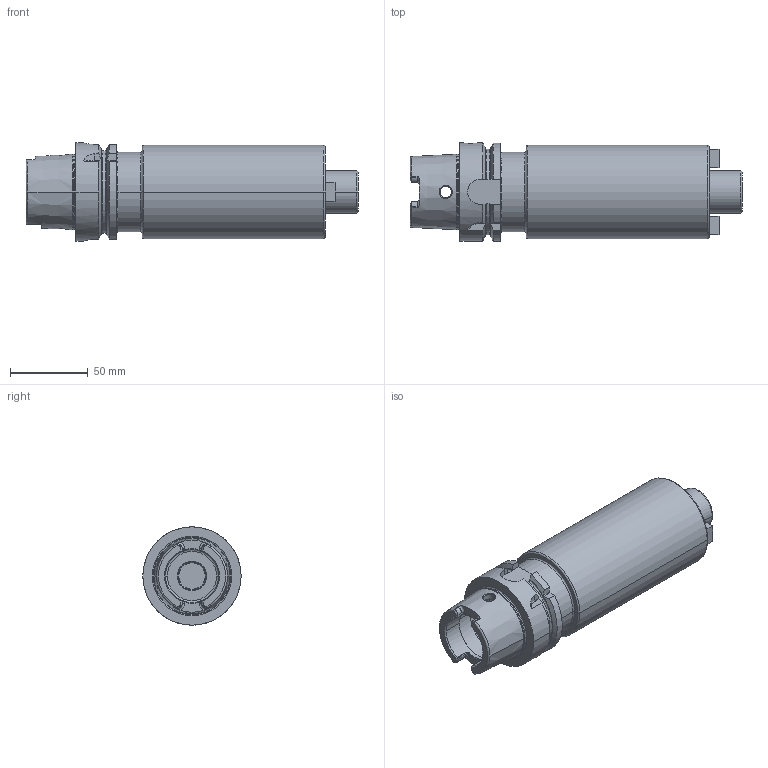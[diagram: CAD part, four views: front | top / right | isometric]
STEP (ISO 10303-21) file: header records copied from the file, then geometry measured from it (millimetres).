
FILE_DESCRIPTION((''),'2;1');
FILE_NAME('A63-052-27','2011-09-13T',('mei'),(''),'PRO/ENGINEER BY PARAMETRIC TECHNOLOGY CORPORATION, 2010430','PRO/ENGINEER BY PARAMETRIC TECHNOLOGY CORPORATION, 2010430','');
FILE_SCHEMA(('CONFIG_CONTROL_DESIGN'));
Length unit declared in the file: millimetre
Products named in the file (1): A63-052-27
Bounding box: 213 x 63 x 63 mm (x, y, z)
Volume: 458589.7 mm3; surface area: 53098.6 mm2
Topology: 1 solids, 3 shells, 198 faces, 501 edges, 309 vertices
Faces by surface type: plane 70, cylinder 54, torus 34, cone 30, bspline 8, extrusion 2
Entity records: 7148 total; most frequent: CARTESIAN_POINT 2459, ORIENTED_EDGE 990, DIRECTION 948, EDGE_CURVE 499, AXIS2_PLACEMENT_3D 371, VERTEX_POINT 309, EDGE_LOOP 208, VECTOR 206
